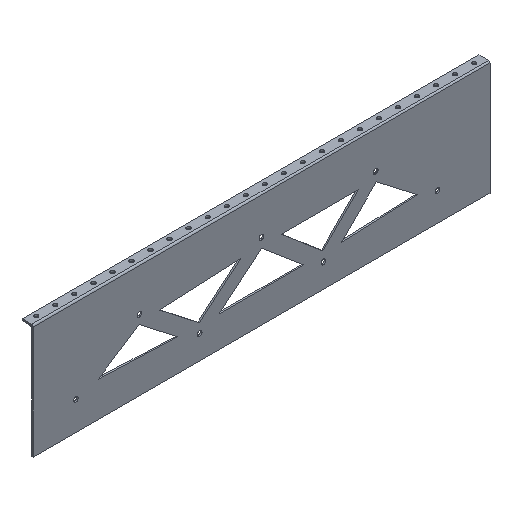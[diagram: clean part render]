
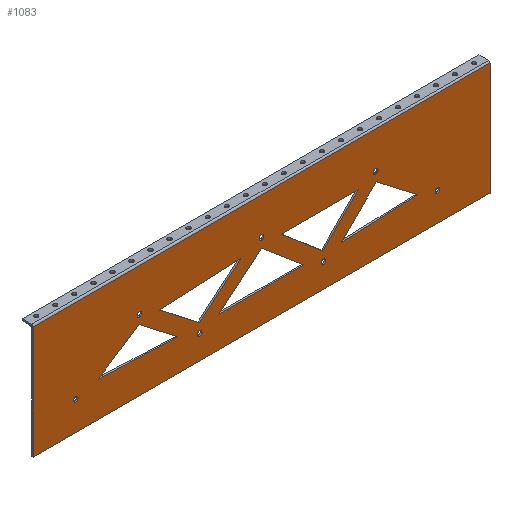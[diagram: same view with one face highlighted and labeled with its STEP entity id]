
A CAD part, isometric view. The second image highlights one B-rep face of the part: STEP entity #1083.
In plain terms, the highlighted planar face has unit normal (0, -1, 0).
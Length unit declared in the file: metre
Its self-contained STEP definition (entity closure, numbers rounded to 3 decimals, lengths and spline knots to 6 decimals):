
#45=LINE('',#1601,#110);
#46=LINE('',#1604,#111);
#47=LINE('',#1606,#112);
#48=LINE('',#1607,#113);
#49=LINE('',#1610,#114);
#50=LINE('',#1612,#115);
#51=LINE('',#1613,#116);
#52=LINE('',#1616,#117);
#53=LINE('',#1618,#118);
#54=LINE('',#1619,#119);
#55=LINE('',#1622,#120);
#56=LINE('',#1624,#121);
#57=LINE('',#1625,#122);
#58=LINE('',#1628,#123);
#59=LINE('',#1630,#124);
#60=LINE('',#1632,#125);
#61=LINE('',#1633,#126);
#62=LINE('',#1636,#127);
#63=LINE('',#1638,#128);
#110=VECTOR('',#1292,1.);
#111=VECTOR('',#1293,1.);
#112=VECTOR('',#1294,1.);
#113=VECTOR('',#1295,1.);
#114=VECTOR('',#1296,1.);
#115=VECTOR('',#1297,1.);
#116=VECTOR('',#1298,1.);
#117=VECTOR('',#1299,1.);
#118=VECTOR('',#1300,1.);
#119=VECTOR('',#1301,1.);
#120=VECTOR('',#1302,1.);
#121=VECTOR('',#1303,1.);
#122=VECTOR('',#1304,1.);
#123=VECTOR('',#1305,1.);
#124=VECTOR('',#1306,1.);
#125=VECTOR('',#1307,1.);
#126=VECTOR('',#1308,1.);
#127=VECTOR('',#1309,1.);
#128=VECTOR('',#1310,1.);
#175=ORIENTED_EDGE('',*,*,#437,.T.);
#176=ORIENTED_EDGE('',*,*,#438,.T.);
#177=ORIENTED_EDGE('',*,*,#439,.T.);
#178=ORIENTED_EDGE('',*,*,#440,.T.);
#179=ORIENTED_EDGE('',*,*,#441,.T.);
#180=ORIENTED_EDGE('',*,*,#442,.T.);
#181=ORIENTED_EDGE('',*,*,#443,.T.);
#182=ORIENTED_EDGE('',*,*,#444,.F.);
#183=ORIENTED_EDGE('',*,*,#445,.T.);
#184=ORIENTED_EDGE('',*,*,#446,.F.);
#185=ORIENTED_EDGE('',*,*,#447,.F.);
#186=ORIENTED_EDGE('',*,*,#448,.T.);
#187=ORIENTED_EDGE('',*,*,#449,.F.);
#188=ORIENTED_EDGE('',*,*,#450,.F.);
#189=ORIENTED_EDGE('',*,*,#451,.F.);
#190=ORIENTED_EDGE('',*,*,#452,.F.);
#191=ORIENTED_EDGE('',*,*,#453,.F.);
#192=ORIENTED_EDGE('',*,*,#454,.T.);
#193=ORIENTED_EDGE('',*,*,#455,.F.);
#194=ORIENTED_EDGE('',*,*,#456,.F.);
#195=ORIENTED_EDGE('',*,*,#457,.F.);
#196=ORIENTED_EDGE('',*,*,#458,.T.);
#197=ORIENTED_EDGE('',*,*,#459,.T.);
#198=ORIENTED_EDGE('',*,*,#460,.F.);
#199=ORIENTED_EDGE('',*,*,#461,.T.);
#200=ORIENTED_EDGE('',*,*,#462,.F.);
#437=EDGE_CURVE('',#568,#568,#676,.T.);
#438=EDGE_CURVE('',#569,#569,#677,.T.);
#439=EDGE_CURVE('',#570,#570,#678,.T.);
#440=EDGE_CURVE('',#571,#571,#679,.T.);
#441=EDGE_CURVE('',#572,#572,#680,.T.);
#442=EDGE_CURVE('',#573,#573,#681,.T.);
#443=EDGE_CURVE('',#574,#574,#682,.T.);
#444=EDGE_CURVE('',#575,#576,#45,.T.);
#445=EDGE_CURVE('',#575,#577,#46,.T.);
#446=EDGE_CURVE('',#576,#577,#47,.T.);
#447=EDGE_CURVE('',#578,#579,#48,.T.);
#448=EDGE_CURVE('',#578,#580,#49,.T.);
#449=EDGE_CURVE('',#579,#580,#50,.T.);
#450=EDGE_CURVE('',#581,#582,#51,.T.);
#451=EDGE_CURVE('',#583,#581,#52,.T.);
#452=EDGE_CURVE('',#582,#583,#53,.T.);
#453=EDGE_CURVE('',#584,#585,#54,.T.);
#454=EDGE_CURVE('',#584,#586,#55,.T.);
#455=EDGE_CURVE('',#585,#586,#56,.T.);
#456=EDGE_CURVE('',#587,#588,#57,.T.);
#457=EDGE_CURVE('',#589,#587,#58,.T.);
#458=EDGE_CURVE('',#589,#590,#59,.T.);
#459=EDGE_CURVE('',#590,#588,#60,.T.);
#460=EDGE_CURVE('',#591,#592,#61,.T.);
#461=EDGE_CURVE('',#591,#593,#62,.T.);
#462=EDGE_CURVE('',#592,#593,#63,.T.);
#568=VERTEX_POINT('',#1588);
#569=VERTEX_POINT('',#1590);
#570=VERTEX_POINT('',#1592);
#571=VERTEX_POINT('',#1594);
#572=VERTEX_POINT('',#1596);
#573=VERTEX_POINT('',#1598);
#574=VERTEX_POINT('',#1600);
#575=VERTEX_POINT('',#1602);
#576=VERTEX_POINT('',#1603);
#577=VERTEX_POINT('',#1605);
#578=VERTEX_POINT('',#1608);
#579=VERTEX_POINT('',#1609);
#580=VERTEX_POINT('',#1611);
#581=VERTEX_POINT('',#1614);
#582=VERTEX_POINT('',#1615);
#583=VERTEX_POINT('',#1617);
#584=VERTEX_POINT('',#1620);
#585=VERTEX_POINT('',#1621);
#586=VERTEX_POINT('',#1623);
#587=VERTEX_POINT('',#1626);
#588=VERTEX_POINT('',#1627);
#589=VERTEX_POINT('',#1629);
#590=VERTEX_POINT('',#1631);
#591=VERTEX_POINT('',#1634);
#592=VERTEX_POINT('',#1635);
#593=VERTEX_POINT('',#1637);
#676=CIRCLE('',#1153,0.003175);
#677=CIRCLE('',#1154,0.003175);
#678=CIRCLE('',#1155,0.003175);
#679=CIRCLE('',#1156,0.003175);
#680=CIRCLE('',#1157,0.003175);
#681=CIRCLE('',#1158,0.003175);
#682=CIRCLE('',#1159,0.003175);
#742=EDGE_LOOP('',(#175));
#743=EDGE_LOOP('',(#176));
#744=EDGE_LOOP('',(#177));
#745=EDGE_LOOP('',(#178));
#746=EDGE_LOOP('',(#179));
#747=EDGE_LOOP('',(#180));
#748=EDGE_LOOP('',(#181));
#749=EDGE_LOOP('',(#182,#183,#184));
#750=EDGE_LOOP('',(#185,#186,#187));
#751=EDGE_LOOP('',(#188,#189,#190));
#752=EDGE_LOOP('',(#191,#192,#193));
#753=EDGE_LOOP('',(#194,#195,#196,#197));
#754=EDGE_LOOP('',(#198,#199,#200));
#901=FACE_BOUND('',#742,.T.);
#902=FACE_BOUND('',#743,.T.);
#903=FACE_BOUND('',#744,.T.);
#904=FACE_BOUND('',#745,.T.);
#905=FACE_BOUND('',#746,.T.);
#906=FACE_BOUND('',#747,.T.);
#907=FACE_BOUND('',#748,.T.);
#908=FACE_BOUND('',#749,.T.);
#909=FACE_BOUND('',#750,.T.);
#910=FACE_BOUND('',#751,.T.);
#911=FACE_BOUND('',#752,.T.);
#912=FACE_BOUND('',#753,.T.);
#913=FACE_BOUND('',#754,.T.);
#1060=PLANE('',#1152);
#1083=ADVANCED_FACE('',(#901,#902,#903,#904,#905,#906,#907,#908,#909,#910,
#911,#912,#913),#1060,.T.);
#1152=AXIS2_PLACEMENT_3D('',#1586,#1276,#1277);
#1153=AXIS2_PLACEMENT_3D('',#1587,#1278,#1279);
#1154=AXIS2_PLACEMENT_3D('',#1589,#1280,#1281);
#1155=AXIS2_PLACEMENT_3D('',#1591,#1282,#1283);
#1156=AXIS2_PLACEMENT_3D('',#1593,#1284,#1285);
#1157=AXIS2_PLACEMENT_3D('',#1595,#1286,#1287);
#1158=AXIS2_PLACEMENT_3D('',#1597,#1288,#1289);
#1159=AXIS2_PLACEMENT_3D('',#1599,#1290,#1291);
#1276=DIRECTION('',(0.,-1.,0.));
#1277=DIRECTION('',(0.,0.,-1.));
#1278=DIRECTION('',(0.,1.,0.));
#1279=DIRECTION('',(0.,0.,1.));
#1280=DIRECTION('',(0.,1.,0.));
#1281=DIRECTION('',(0.,0.,1.));
#1282=DIRECTION('',(0.,1.,0.));
#1283=DIRECTION('',(0.,0.,1.));
#1284=DIRECTION('',(0.,1.,0.));
#1285=DIRECTION('',(0.,0.,1.));
#1286=DIRECTION('',(0.,1.,0.));
#1287=DIRECTION('',(0.,0.,1.));
#1288=DIRECTION('',(0.,1.,0.));
#1289=DIRECTION('',(0.,0.,1.));
#1290=DIRECTION('',(0.,1.,0.));
#1291=DIRECTION('',(0.,0.,1.));
#1292=DIRECTION('',(-0.763,0.,-0.646));
#1293=DIRECTION('',(0.763,0.,-0.646));
#1294=DIRECTION('',(1.,0.,0.));
#1295=DIRECTION('',(0.999,0.,0.042));
#1296=DIRECTION('',(0.707,0.,0.707));
#1297=DIRECTION('',(-0.792,0.,0.61));
#1298=DIRECTION('',(0.763,0.,-0.646));
#1299=DIRECTION('',(-1.,0.,0.));
#1300=DIRECTION('',(0.707,0.,0.707));
#1301=DIRECTION('',(-0.835,0.,-0.55));
#1302=DIRECTION('',(0.79,0.,-0.613));
#1303=DIRECTION('',(0.999,0.,-0.038));
#1304=DIRECTION('',(0.,0.,-1.));
#1305=DIRECTION('',(1.,0.,0.));
#1306=DIRECTION('',(0.,0.,-1.));
#1307=DIRECTION('',(1.,0.,0.));
#1308=DIRECTION('',(-0.999,0.,-0.046));
#1309=DIRECTION('',(-0.763,0.,-0.646));
#1310=DIRECTION('',(0.79,0.,-0.613));
#1586=CARTESIAN_POINT('',(-0.6096,0.,0.075184));
#1587=CARTESIAN_POINT('',(-0.55245,0.,0.0381));
#1588=CARTESIAN_POINT('',(-0.55245,0.,0.041275));
#1589=CARTESIAN_POINT('',(-0.467627,0.,0.094025));
#1590=CARTESIAN_POINT('',(-0.467627,0.,0.0972));
#1591=CARTESIAN_POINT('',(-0.38735,0.,0.03175));
#1592=CARTESIAN_POINT('',(-0.38735,0.,0.034925));
#1593=CARTESIAN_POINT('',(-0.3048,0.,0.1016));
#1594=CARTESIAN_POINT('',(-0.3048,0.,0.104775));
#1595=CARTESIAN_POINT('',(-0.22225,0.,0.03175));
#1596=CARTESIAN_POINT('',(-0.22225,0.,0.034925));
#1597=CARTESIAN_POINT('',(-0.1524,0.,0.1016));
#1598=CARTESIAN_POINT('',(-0.1524,0.,0.104775));
#1599=CARTESIAN_POINT('',(-0.069982,0.,0.0381));
#1600=CARTESIAN_POINT('',(-0.069982,0.,0.041275));
#1601=CARTESIAN_POINT('',(-0.333074,0.,0.065199));
#1602=CARTESIAN_POINT('',(-0.3048,0.,0.089123));
#1603=CARTESIAN_POINT('',(-0.361347,0.,0.041275));
#1604=CARTESIAN_POINT('',(-0.276526,0.,0.065199));
#1605=CARTESIAN_POINT('',(-0.248253,0.,0.041275));
#1606=CARTESIAN_POINT('',(-0.3048,0.,0.041275));
#1607=CARTESIAN_POINT('',(-0.147385,0.,0.044405));
#1608=CARTESIAN_POINT('',(-0.198245,0.,0.042284));
#1609=CARTESIAN_POINT('',(-0.096525,0.,0.046526));
#1610=CARTESIAN_POINT('',(-0.174914,0.,0.065615));
#1611=CARTESIAN_POINT('',(-0.151583,0.,0.088946));
#1612=CARTESIAN_POINT('',(-0.124054,0.,0.067736));
#1613=CARTESIAN_POINT('',(-0.250793,0.,0.068379));
#1614=CARTESIAN_POINT('',(-0.278797,0.,0.092075));
#1615=CARTESIAN_POINT('',(-0.222788,0.,0.044682));
#1616=CARTESIAN_POINT('',(-0.227096,0.,0.092075));
#1617=CARTESIAN_POINT('',(-0.175395,0.,0.092075));
#1618=CARTESIAN_POINT('',(-0.199092,0.,0.068379));
#1619=CARTESIAN_POINT('',(-0.495258,0.,0.064399));
#1620=CARTESIAN_POINT('',(-0.468077,0.,0.082319));
#1621=CARTESIAN_POINT('',(-0.522439,0.,0.046478));
#1622=CARTESIAN_POINT('',(-0.442353,0.,0.062364));
#1623=CARTESIAN_POINT('',(-0.416629,0.,0.042408));
#1624=CARTESIAN_POINT('',(-0.469534,0.,0.044443));
#1625=CARTESIAN_POINT('',(0.,0.,0.075184));
#1626=CARTESIAN_POINT('',(0.,0.,0.150368));
#1627=CARTESIAN_POINT('',(0.,0.,0.));
#1628=CARTESIAN_POINT('',(-0.6096,0.,0.150368));
#1629=CARTESIAN_POINT('',(-0.6096,0.,0.150368));
#1630=CARTESIAN_POINT('',(-0.6096,0.,0.075184));
#1631=CARTESIAN_POINT('',(-0.6096,0.,0.));
#1632=CARTESIAN_POINT('',(-0.6096,0.,0.));
#1633=CARTESIAN_POINT('',(-0.386849,0.,0.088248));
#1634=CARTESIAN_POINT('',(-0.332328,0.,0.090784));
#1635=CARTESIAN_POINT('',(-0.44137,0.,0.085711));
#1636=CARTESIAN_POINT('',(-0.359969,0.,0.067396));
#1637=CARTESIAN_POINT('',(-0.38761,0.,0.044007));
#1638=CARTESIAN_POINT('',(-0.41449,0.,0.064859));
